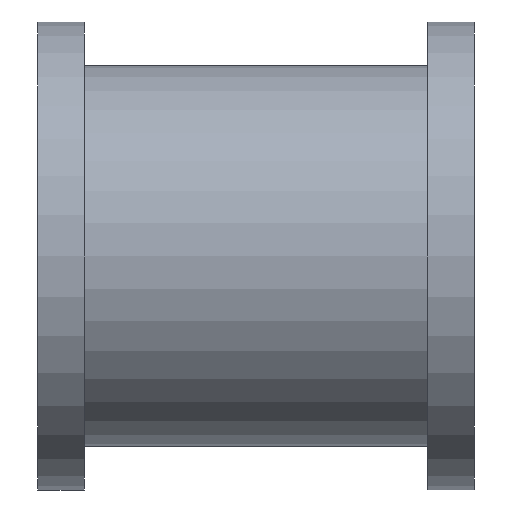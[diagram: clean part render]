
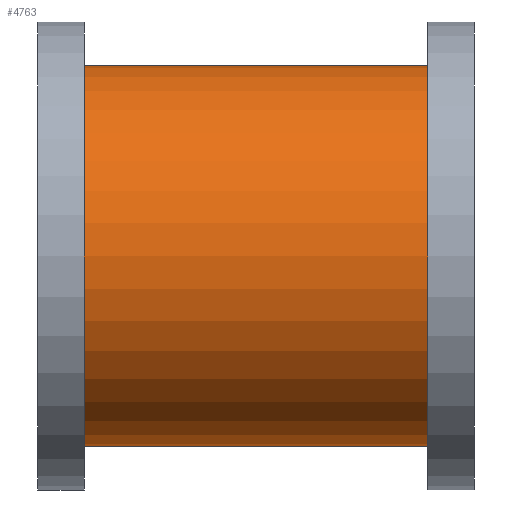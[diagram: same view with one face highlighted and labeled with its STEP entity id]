
A CAD part, left-side view. The second image highlights one B-rep face of the part: STEP entity #4763.
In plain terms, the highlighted cylindrical face has radius 6.11 mm (diameter 12.22 mm), a partial arc.
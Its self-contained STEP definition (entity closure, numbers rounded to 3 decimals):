
#1804 = DIRECTION ( 'NONE',  ( 0., 0., -1. ) ) ;
#3370 = LINE ( 'NONE', #16721, #10157 ) ;
#3838 = DIRECTION ( 'NONE',  ( 0., -1., 0. ) ) ;
#4250 = CARTESIAN_POINT ( 'NONE',  ( 0., 1.5, 6.11 ) ) ;
#4561 = EDGE_LOOP ( 'NONE', ( #5030, #12598, #9663, #6692 ) ) ;
#4763 = ADVANCED_FACE ( 'NONE', ( #16010 ), #19482, .T. ) ;
#5030 = ORIENTED_EDGE ( 'NONE', *, *, #12981, .F. ) ;
#5209 = VERTEX_POINT ( 'NONE', #15098 ) ;
#5826 = CARTESIAN_POINT ( 'NONE',  ( 0., 0., 0. ) ) ;
#6692 = ORIENTED_EDGE ( 'NONE', *, *, #7009, .F. ) ;
#6839 = CIRCLE ( 'NONE', #6853, 6.11 ) ;
#6853 = AXIS2_PLACEMENT_3D ( 'NONE', #12855, #17036, #1804 ) ;
#6923 = DIRECTION ( 'NONE',  ( 0., 0., -1. ) ) ;
#7009 = EDGE_CURVE ( 'NONE', #18472, #5209, #6839, .T. ) ;
#8196 = VERTEX_POINT ( 'NONE', #10635 ) ;
#8627 = CIRCLE ( 'NONE', #10529, 6.11 ) ;
#9391 = VERTEX_POINT ( 'NONE', #10351 ) ;
#9663 = ORIENTED_EDGE ( 'NONE', *, *, #14678, .T. ) ;
#9859 = VECTOR ( 'NONE', #11710, 1000. ) ;
#10157 = VECTOR ( 'NONE', #19629, 1000. ) ;
#10351 = CARTESIAN_POINT ( 'NONE',  ( 0., 12.5, 6.11 ) ) ;
#10529 = AXIS2_PLACEMENT_3D ( 'NONE', #16272, #19352, #19063 ) ;
#10575 = AXIS2_PLACEMENT_3D ( 'NONE', #5826, #3838, #6923 ) ;
#10635 = CARTESIAN_POINT ( 'NONE',  ( 0., 12.5, -6.11 ) ) ;
#11710 = DIRECTION ( 'NONE',  ( 0., -1., 0. ) ) ;
#12598 = ORIENTED_EDGE ( 'NONE', *, *, #14401, .T. ) ;
#12855 = CARTESIAN_POINT ( 'NONE',  ( 0., 1.5, 0. ) ) ;
#12981 = EDGE_CURVE ( 'NONE', #9391, #18472, #3370, .T. ) ;
#13524 = LINE ( 'NONE', #19601, #9859 ) ;
#14401 = EDGE_CURVE ( 'NONE', #9391, #8196, #8627, .T. ) ;
#14678 = EDGE_CURVE ( 'NONE', #8196, #5209, #13524, .T. ) ;
#15098 = CARTESIAN_POINT ( 'NONE',  ( 0., 1.5, -6.11 ) ) ;
#16010 = FACE_OUTER_BOUND ( 'NONE', #4561, .T. ) ;
#16272 = CARTESIAN_POINT ( 'NONE',  ( 0., 12.5, 0. ) ) ;
#16721 = CARTESIAN_POINT ( 'NONE',  ( 0., 0., 6.11 ) ) ;
#17036 = DIRECTION ( 'NONE',  ( 0., -1., 0. ) ) ;
#18472 = VERTEX_POINT ( 'NONE', #4250 ) ;
#19063 = DIRECTION ( 'NONE',  ( 0., 0., -1. ) ) ;
#19352 = DIRECTION ( 'NONE',  ( 0., -1., 0. ) ) ;
#19482 = CYLINDRICAL_SURFACE ( 'NONE', #10575, 6.11 ) ;
#19601 = CARTESIAN_POINT ( 'NONE',  ( 0., 0., -6.11 ) ) ;
#19629 = DIRECTION ( 'NONE',  ( 0., -1., 0. ) ) ;
